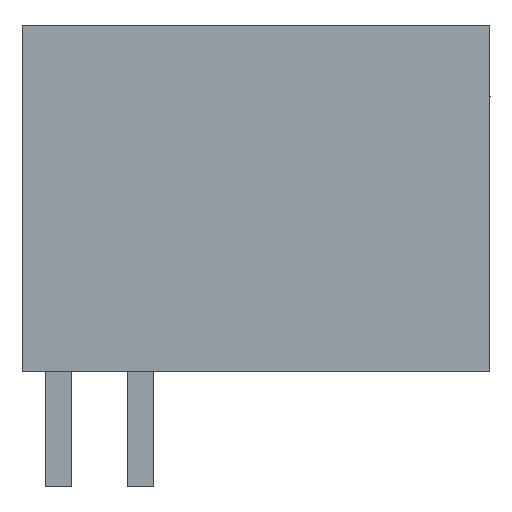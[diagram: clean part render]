
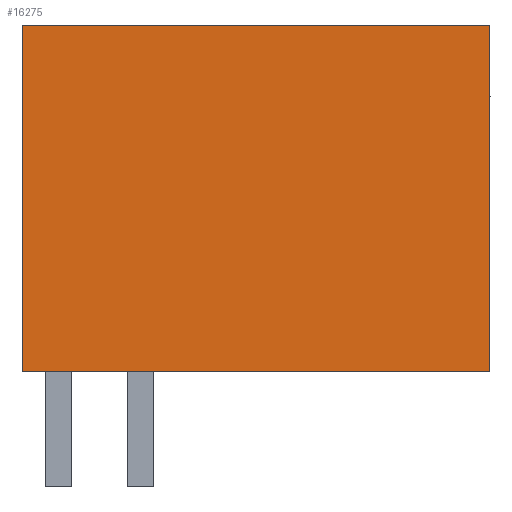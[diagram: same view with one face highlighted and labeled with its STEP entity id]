
A CAD part, left-side view. The second image highlights one B-rep face of the part: STEP entity #16275.
In plain terms, the highlighted planar face has unit normal (-1, 0, 0).
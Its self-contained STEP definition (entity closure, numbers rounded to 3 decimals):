
#16255=AXIS2_PLACEMENT_3D('Plane Axis2P3D',#16252,#16253,#16254) ;
#4450=CARTESIAN_POINT('Vertex',(0.,0.,14.)) ;
#4453=CARTESIAN_POINT('Line Origine',(0.,0.,8.75)) ;
#4457=CARTESIAN_POINT('Vertex',(0.,0.,3.5)) ;
#14461=CARTESIAN_POINT('Line Origine',(0.,7.1,14.)) ;
#14465=CARTESIAN_POINT('Vertex',(0.,14.2,14.)) ;
#16252=CARTESIAN_POINT('Axis2P3D Location',(0.,14.2,0.)) ;
#16257=CARTESIAN_POINT('Line Origine',(0.,7.1,3.5)) ;
#16261=CARTESIAN_POINT('Vertex',(0.,14.2,3.5)) ;
#16264=CARTESIAN_POINT('Line Origine',(0.,14.2,8.75)) ;
#4454=DIRECTION('Vector Direction',(0.,0.,-1.)) ;
#14462=DIRECTION('Vector Direction',(0.,-1.,0.)) ;
#16253=DIRECTION('Axis2P3D Direction',(-1.,0.,0.)) ;
#16254=DIRECTION('Axis2P3D XDirection',(0.,-1.,0.)) ;
#16258=DIRECTION('Vector Direction',(0.,-1.,0.)) ;
#16265=DIRECTION('Vector Direction',(0.,0.,-1.)) ;
#4455=VECTOR('Line Direction',#4454,1.) ;
#14463=VECTOR('Line Direction',#14462,1.) ;
#16259=VECTOR('Line Direction',#16258,1.) ;
#16266=VECTOR('Line Direction',#16265,1.) ;
#16270=ORIENTED_EDGE('',*,*,#16263,.T.) ;
#16271=ORIENTED_EDGE('',*,*,#4459,.T.) ;
#16272=ORIENTED_EDGE('',*,*,#14467,.T.) ;
#16273=ORIENTED_EDGE('',*,*,#16268,.T.) ;
#16275=ADVANCED_FACE('HOUSING',(#16274),#16256,.T.) ;
#4459=EDGE_CURVE('',#4458,#4451,#4456,.F.) ;
#14467=EDGE_CURVE('',#4451,#14466,#14464,.F.) ;
#16263=EDGE_CURVE('',#16262,#4458,#16260,.T.) ;
#16268=EDGE_CURVE('',#14466,#16262,#16267,.T.) ;
#16269=EDGE_LOOP('',(#16270,#16271,#16272,#16273)) ;
#16274=FACE_OUTER_BOUND('',#16269,.T.) ;
#4456=LINE('Line',#4453,#4455) ;
#14464=LINE('Line',#14461,#14463) ;
#16260=LINE('Line',#16257,#16259) ;
#16267=LINE('Line',#16264,#16266) ;
#16256=PLANE('',#16255) ;
#4451=VERTEX_POINT('',#4450) ;
#4458=VERTEX_POINT('',#4457) ;
#14466=VERTEX_POINT('',#14465) ;
#16262=VERTEX_POINT('',#16261) ;
